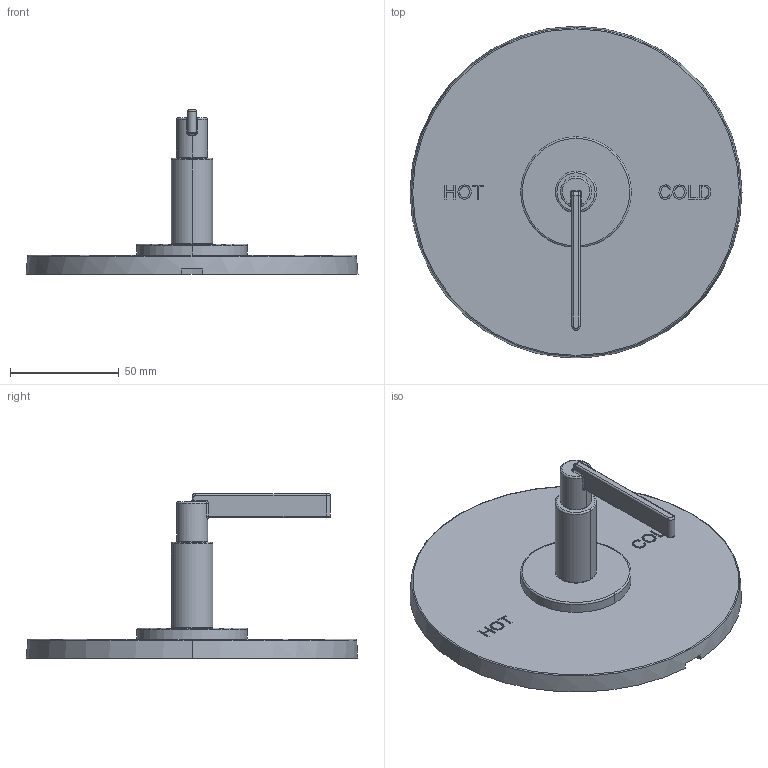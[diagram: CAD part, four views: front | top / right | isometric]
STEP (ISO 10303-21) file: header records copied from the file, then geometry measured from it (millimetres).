
FILE_DESCRIPTION((''),'2;1');
FILE_NAME('4-3324BP_ASM','2020-09-14T12:15:13',('jinson.thomas'),(''),'CREO PARAMETRIC BY PTC INC, 2018400','CREO PARAMETRIC BY PTC INC, 2018400','');
FILE_SCHEMA(('CONFIG_CONTROL_DESIGN'));
Length unit declared in the file: inch
Products named in the file (9): 30749; 20-502_ASM; 13532; 20-565_ASM; 13533; 13534; 20-566_ASM; 3-721_ASM; 4-3324BP_ASM
Assembly tree (8 placements, depth 4):
  4-3324BP_ASM
    20-502_ASM
      30749
    3-721_ASM
      20-565_ASM
        13532
      20-566_ASM
        13533
        13534
Bounding box: 152.4 x 152.25 x 75.72 mm (x, y, z)
Volume: 79719.4 mm3; surface area: 56025 mm2
Topology: 4 solids, 4 shells, 335 faces, 870 edges, 564 vertices
Faces by surface type: plane 113, cylinder 95, extrusion 76, bspline 23, cone 14, torus 14
Entity records: 15500 total; most frequent: CARTESIAN_POINT 7544, ORIENTED_EDGE 1736, DIRECTION 1349, EDGE_CURVE 868, VERTEX_POINT 564, VECTOR 475, AXIS2_PLACEMENT_3D 437, LINE 399
